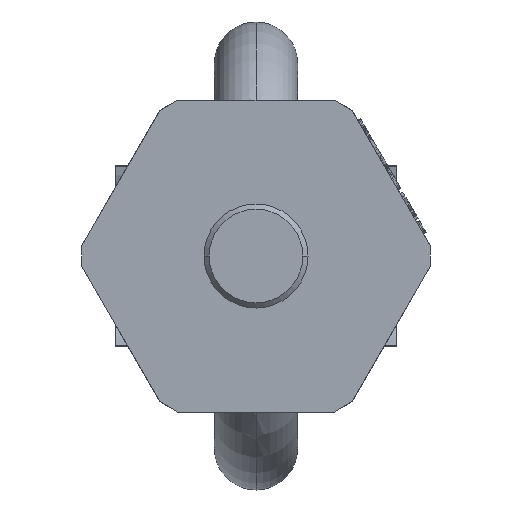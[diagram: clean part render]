
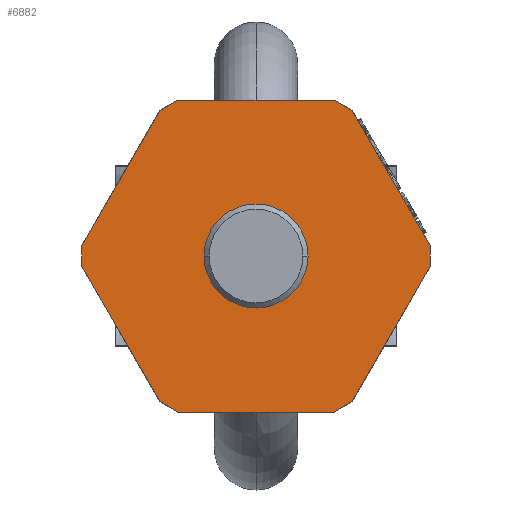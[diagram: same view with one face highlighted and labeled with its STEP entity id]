
A CAD part, front view. The second image highlights one B-rep face of the part: STEP entity #6882.
In plain terms, the highlighted face is planar.
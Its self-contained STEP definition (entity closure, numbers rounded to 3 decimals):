
#1=DIRECTION('',(0.,-1.,0.));
#2=VECTOR('',#1,1.976);
#3=CARTESIAN_POINT('',(-16.75,0.988,0.));
#4=LINE('',#3,#2);
#5=DIRECTION('',(0.5,-0.866,0.));
#6=VECTOR('',#5,15.038);
#7=CARTESIAN_POINT('',(-16.75,-0.988,0.));
#8=LINE('',#7,#6);
#9=DIRECTION('',(0.866,-0.5,0.));
#10=VECTOR('',#9,1.976);
#11=CARTESIAN_POINT('',(-9.231,-14.012,0.));
#12=LINE('',#11,#10);
#13=DIRECTION('',(1.,0.,0.));
#14=VECTOR('',#13,15.038);
#15=CARTESIAN_POINT('',(-7.519,-15.,0.));
#16=LINE('',#15,#14);
#17=DIRECTION('',(0.866,0.5,0.));
#18=VECTOR('',#17,1.976);
#19=CARTESIAN_POINT('',(7.519,-15.,0.));
#20=LINE('',#19,#18);
#21=DIRECTION('',(0.5,0.866,0.));
#22=VECTOR('',#21,15.038);
#23=CARTESIAN_POINT('',(9.231,-14.012,0.));
#24=LINE('',#23,#22);
#25=DIRECTION('',(0.,1.,0.));
#26=VECTOR('',#25,1.976);
#27=CARTESIAN_POINT('',(16.75,-0.988,0.));
#28=LINE('',#27,#26);
#29=DIRECTION('',(-0.5,0.866,0.));
#30=VECTOR('',#29,15.038);
#31=CARTESIAN_POINT('',(16.75,0.988,0.));
#32=LINE('',#31,#30);
#33=DIRECTION('',(-0.866,0.5,0.));
#34=VECTOR('',#33,1.976);
#35=CARTESIAN_POINT('',(9.231,14.012,0.));
#36=LINE('',#35,#34);
#37=DIRECTION('',(-1.,0.,0.));
#38=VECTOR('',#37,15.038);
#39=CARTESIAN_POINT('',(7.519,15.,0.));
#40=LINE('',#39,#38);
#41=DIRECTION('',(-0.866,-0.5,0.));
#42=VECTOR('',#41,1.976);
#43=CARTESIAN_POINT('',(-7.519,15.,0.));
#44=LINE('',#43,#42);
#45=DIRECTION('',(-0.5,-0.866,0.));
#46=VECTOR('',#45,15.038);
#47=CARTESIAN_POINT('',(-9.231,14.012,0.));
#48=LINE('',#47,#46);
#49=CARTESIAN_POINT('',(0.,0.,0.));
#50=DIRECTION('',(0.,0.,1.));
#51=DIRECTION('',(0.,1.,0.));
#52=AXIS2_PLACEMENT_3D('',#49,#50,#51);
#54=CARTESIAN_POINT('',(0.,0.,0.));
#55=DIRECTION('',(0.,0.,1.));
#56=DIRECTION('',(0.,-1.,0.));
#57=AXIS2_PLACEMENT_3D('',#54,#55,#56);
#5189=CARTESIAN_POINT('',(-16.75,0.988,0.));
#5190=CARTESIAN_POINT('',(-16.75,-0.988,0.));
#5191=VERTEX_POINT('',#5189);
#5192=VERTEX_POINT('',#5190);
#5193=CARTESIAN_POINT('',(16.75,-0.988,0.));
#5194=CARTESIAN_POINT('',(16.75,0.988,0.));
#5195=VERTEX_POINT('',#5193);
#5196=VERTEX_POINT('',#5194);
#5197=CARTESIAN_POINT('',(9.231,14.012,0.));
#5198=CARTESIAN_POINT('',(7.519,15.,0.));
#5199=VERTEX_POINT('',#5197);
#5200=VERTEX_POINT('',#5198);
#5201=CARTESIAN_POINT('',(-9.231,-14.012,0.));
#5202=CARTESIAN_POINT('',(-7.519,-15.,0.));
#5203=VERTEX_POINT('',#5201);
#5204=VERTEX_POINT('',#5202);
#5205=CARTESIAN_POINT('',(7.519,-15.,0.));
#5206=CARTESIAN_POINT('',(9.231,-14.012,0.));
#5207=VERTEX_POINT('',#5205);
#5208=VERTEX_POINT('',#5206);
#5209=CARTESIAN_POINT('',(-7.519,15.,0.));
#5210=CARTESIAN_POINT('',(-9.231,14.012,0.));
#5211=VERTEX_POINT('',#5209);
#5212=VERTEX_POINT('',#5210);
#5301=CARTESIAN_POINT('',(0.,5.,0.));
#5302=CARTESIAN_POINT('',(0.,-5.,0.));
#5303=VERTEX_POINT('',#5301);
#5304=VERTEX_POINT('',#5302);
#6845=CARTESIAN_POINT('',(0.,0.,0.));
#6846=DIRECTION('',(0.,0.,1.));
#6847=DIRECTION('',(1.,0.,0.));
#6848=AXIS2_PLACEMENT_3D('',#6845,#6846,#6847);
#6849=PLANE('',#6848);
#6851=ORIENTED_EDGE('',*,*,#6850,.T.);
#6853=ORIENTED_EDGE('',*,*,#6852,.T.);
#6855=ORIENTED_EDGE('',*,*,#6854,.T.);
#6857=ORIENTED_EDGE('',*,*,#6856,.T.);
#6859=ORIENTED_EDGE('',*,*,#6858,.T.);
#6861=ORIENTED_EDGE('',*,*,#6860,.T.);
#6863=ORIENTED_EDGE('',*,*,#6862,.T.);
#6865=ORIENTED_EDGE('',*,*,#6864,.T.);
#6867=ORIENTED_EDGE('',*,*,#6866,.T.);
#6869=ORIENTED_EDGE('',*,*,#6868,.T.);
#6871=ORIENTED_EDGE('',*,*,#6870,.T.);
#6873=ORIENTED_EDGE('',*,*,#6872,.T.);
#6874=EDGE_LOOP('',(#6851,#6853,#6855,#6857,#6859,#6861,#6863,#6865,#6867,#6869,
#6871,#6873));
#6875=FACE_OUTER_BOUND('',#6874,.F.);
#6877=ORIENTED_EDGE('',*,*,#6876,.F.);
#6879=ORIENTED_EDGE('',*,*,#6878,.F.);
#6880=EDGE_LOOP('',(#6877,#6879));
#6881=FACE_BOUND('',#6880,.F.);
#6882=ADVANCED_FACE('',(#6875,#6881),#6849,.F.);
#53=CIRCLE('',#52,5.);
#58=CIRCLE('',#57,5.);
#6850=EDGE_CURVE('',#5191,#5192,#4,.T.);
#6852=EDGE_CURVE('',#5192,#5203,#8,.T.);
#6854=EDGE_CURVE('',#5203,#5204,#12,.T.);
#6856=EDGE_CURVE('',#5204,#5207,#16,.T.);
#6858=EDGE_CURVE('',#5207,#5208,#20,.T.);
#6860=EDGE_CURVE('',#5208,#5195,#24,.T.);
#6862=EDGE_CURVE('',#5195,#5196,#28,.T.);
#6864=EDGE_CURVE('',#5196,#5199,#32,.T.);
#6866=EDGE_CURVE('',#5199,#5200,#36,.T.);
#6868=EDGE_CURVE('',#5200,#5211,#40,.T.);
#6870=EDGE_CURVE('',#5211,#5212,#44,.T.);
#6872=EDGE_CURVE('',#5212,#5191,#48,.T.);
#6876=EDGE_CURVE('',#5303,#5304,#53,.T.);
#6878=EDGE_CURVE('',#5304,#5303,#58,.T.);
